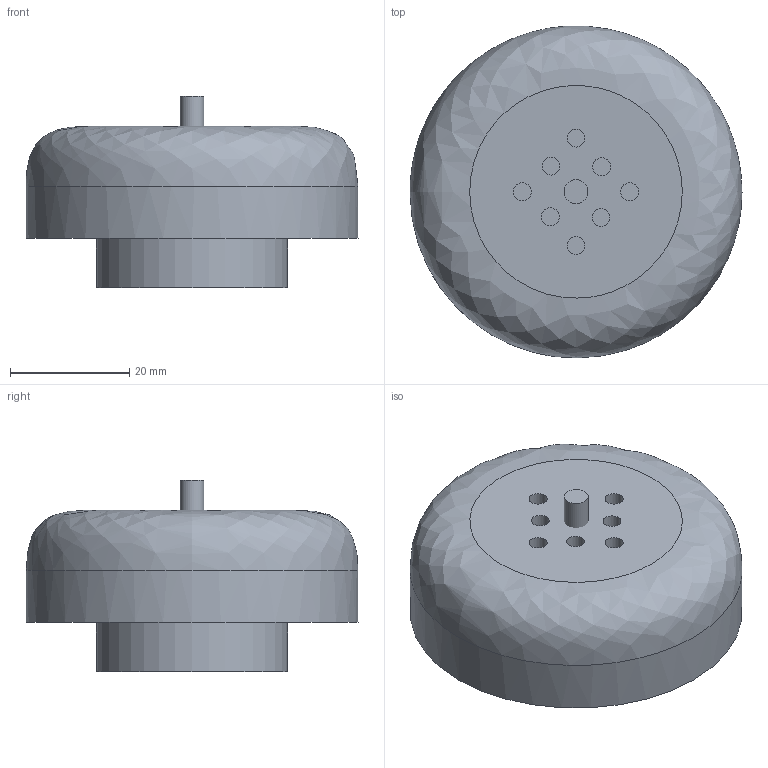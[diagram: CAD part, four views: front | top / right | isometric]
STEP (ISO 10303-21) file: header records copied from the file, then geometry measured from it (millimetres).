
FILE_DESCRIPTION(/* description */ (''),/* implementation_level */ '2;1');
FILE_NAME(/* name */ 'T-MotorMN5008 v1.step',/* time_stamp */ '2024-04-18T18:48:17+02:00',/* author */ (''),/* organization */ (''),/* preprocessor_version */ 'ST-DEVELOPER v20',/* originating_system */ 'Autodesk Translation Framework v12.20.1.177',/* authorisation */ '');
FILE_SCHEMA (('AUTOMOTIVE_DESIGN { 1 0 10303 214 3 1 1 }'));
Length unit declared in the file: millimetre
Products named in the file (3): T-MotorMN5008; Stator; Rotor
Assembly tree (2 placements, depth 2):
  T-MotorMN5008
    Stator
    Rotor
Bounding box: 55.6 x 55.6 x 32 mm (x, y, z)
Volume: 49327.5 mm3; surface area: 11893.7 mm2
Topology: 3 solids, 3 shells, 22 faces, 47 edges, 31 vertices
Faces by surface type: cylinder 15, plane 6, bspline 1
Full cylindrical faces by diameter (mm): 3 x12, 4 x1, 32 x1, 55.6 x1
Entity records: 909 total; most frequent: CARTESIAN_POINT 279, DIRECTION 125, ORIENTED_EDGE 94, AXIS2_PLACEMENT_3D 55, EDGE_CURVE 47, EDGE_LOOP 46, VERTEX_POINT 31, CIRCLE 29
